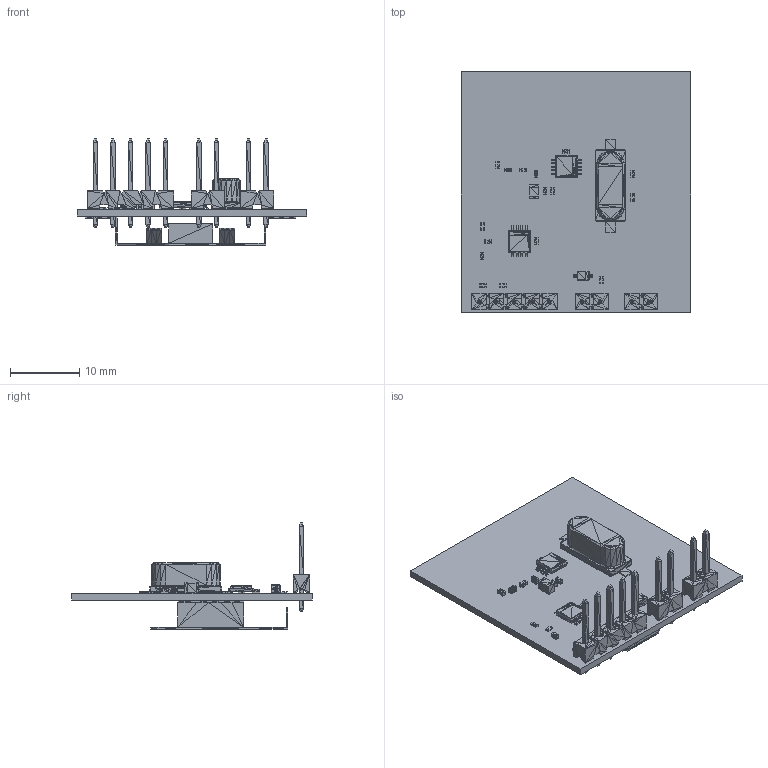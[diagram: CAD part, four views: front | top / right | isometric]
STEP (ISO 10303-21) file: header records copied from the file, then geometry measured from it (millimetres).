
FILE_DESCRIPTION(('for SolidWorks'),'2;1');
FILE_NAME('door_sensor.step','2016-09-16T12:32:08',('dimon'),(''), 'Open CASCADE STEP processor 6.6','Diptrace','Unknown');
FILE_SCHEMA(('AUTOMOTIVE_DESIGN { 1 0 10303 214 1 1 1 1 }'));
Length unit declared in the file: millimetre
Products named in the file (13): PCB; Board; cap_0805; cap_0402; sod-323; HDR-1x5T_2.54_12x2; bk-883; hdr-1x2t_2.54_5x2; ind_0402; res_0402; msop-10; msop-8; hc-49
Assembly tree (26 placements, depth 2):
  PCB
    Board
    cap_0805
    cap_0402  x8
    sod-323
    HDR-1x5T_2.54_12x2
    bk-883
    hdr-1x2t_2.54_5x2  x2
    ind_0402  x2
    res_0402  x6
    msop-10
    msop-8
    hc-49
Bounding box: 33.05 x 34.65 x 15.31 mm (x, y, z)
Volume: 1135.8 mm3; surface area: 4318.1 mm2
Topology: 1 solids, 47 shells, 5911 faces, 8883 edges, 3046 vertices
Faces by surface type: plane 5902, cylinder 9
Full cylindrical faces by diameter (mm): 1.1 x9
Entity records: 104170 total; most frequent: DIRECTION 13763, CARTESIAN_POINT 11829, ORIENTED_EDGE 11754, EDGE_CURVE 5877, LINE 5859, VECTOR 5859, AXIS2_PLACEMENT_3D 3952, FACE_BOUND 3925
